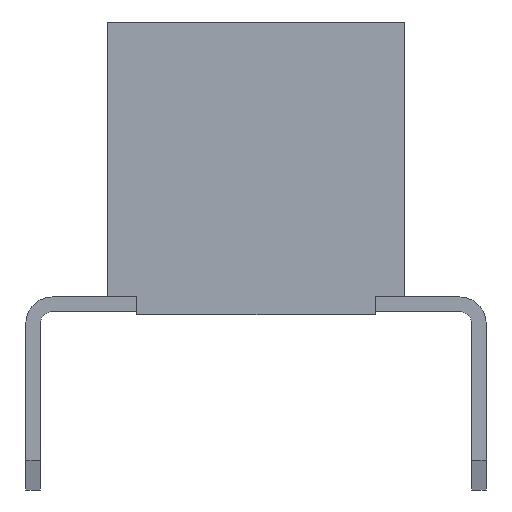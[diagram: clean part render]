
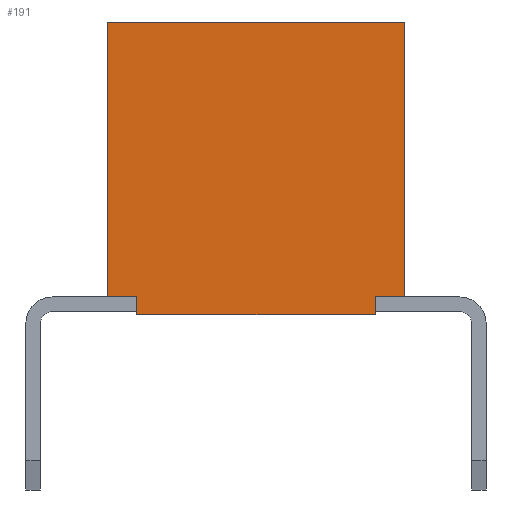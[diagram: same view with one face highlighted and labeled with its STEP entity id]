
A CAD part, left-side view. The second image highlights one B-rep face of the part: STEP entity #191.
In plain terms, the highlighted planar face has unit normal (-1, 0, 0).
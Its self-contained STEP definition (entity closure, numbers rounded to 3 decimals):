
#191=ADVANCED_FACE('',(#824),#528,.T.);
#528=PLANE('',#6630);
#824=FACE_OUTER_BOUND('',#1184,.T.);
#1184=EDGE_LOOP('',(#1798,#1799,#1800,#1801,#1802,#1803,#1804,#1805));
#1798=ORIENTED_EDGE('',*,*,#4243,.T.);
#1799=ORIENTED_EDGE('',*,*,#4241,.T.);
#1800=ORIENTED_EDGE('',*,*,#4252,.F.);
#1801=ORIENTED_EDGE('',*,*,#4117,.T.);
#1802=ORIENTED_EDGE('',*,*,#4253,.T.);
#1803=ORIENTED_EDGE('',*,*,#4254,.T.);
#1804=ORIENTED_EDGE('',*,*,#4255,.F.);
#1805=ORIENTED_EDGE('',*,*,#4113,.T.);
#3521=VERTEX_POINT('',#9019);
#3522=VERTEX_POINT('',#9021);
#3525=VERTEX_POINT('',#9027);
#3526=VERTEX_POINT('',#9029);
#3647=VERTEX_POINT('',#9272);
#3649=VERTEX_POINT('',#9276);
#3650=VERTEX_POINT('',#9292);
#3651=VERTEX_POINT('',#9294);
#4113=EDGE_CURVE('',#3522,#3521,#5049,.T.);
#4117=EDGE_CURVE('',#3526,#3525,#5053,.T.);
#4241=EDGE_CURVE('',#3647,#3649,#5177,.T.);
#4243=EDGE_CURVE('',#3521,#3647,#5179,.T.);
#4252=EDGE_CURVE('',#3526,#3649,#5188,.T.);
#4253=EDGE_CURVE('',#3525,#3650,#5189,.T.);
#4254=EDGE_CURVE('',#3650,#3651,#5190,.T.);
#4255=EDGE_CURVE('',#3522,#3651,#5191,.T.);
#5049=LINE('',#9020,#5903);
#5053=LINE('',#9028,#5907);
#5177=LINE('',#9277,#6031);
#5179=LINE('',#9280,#6033);
#5188=LINE('',#9290,#6042);
#5189=LINE('',#9291,#6043);
#5190=LINE('',#9293,#6044);
#5191=LINE('',#9295,#6045);
#5903=VECTOR('',#7195,1.);
#5907=VECTOR('',#7199,1.);
#6031=VECTOR('',#7325,1.);
#6033=VECTOR('',#7329,1.);
#6042=VECTOR('',#7340,1.);
#6043=VECTOR('',#7341,1.);
#6044=VECTOR('',#7342,1.);
#6045=VECTOR('',#7343,1.);
#6630=AXIS2_PLACEMENT_3D('',#9296,#7344,#7345);
#7195=DIRECTION('',(0.,-1.,0.));
#7199=DIRECTION('',(0.,-1.,0.));
#7325=DIRECTION('',(0.,1.,0.));
#7329=DIRECTION('',(0.,0.,1.));
#7340=DIRECTION('',(0.,0.,1.));
#7341=DIRECTION('',(0.,0.,-1.));
#7342=DIRECTION('',(0.,-1.,0.));
#7343=DIRECTION('',(0.,0.,-1.));
#7344=DIRECTION('',(-1.,0.,0.));
#7345=DIRECTION('',(0.,0.,1.));
#9019=CARTESIAN_POINT('',(0.,0.,0.));
#9020=CARTESIAN_POINT('',(0.,2.54,0.));
#9021=CARTESIAN_POINT('',(0.,0.5,0.));
#9027=CARTESIAN_POINT('',(0.,4.58,0.));
#9028=CARTESIAN_POINT('',(0.,2.54,0.));
#9029=CARTESIAN_POINT('',(0.,5.08,0.));
#9272=CARTESIAN_POINT('',(0.,0.,4.7));
#9276=CARTESIAN_POINT('',(0.,5.08,4.7));
#9277=CARTESIAN_POINT('',(0.,2.54,4.7));
#9280=CARTESIAN_POINT('',(0.,0.,0.));
#9290=CARTESIAN_POINT('',(0.,5.08,0.));
#9291=CARTESIAN_POINT('',(0.,4.58,-0.3));
#9292=CARTESIAN_POINT('',(0.,4.58,-0.3));
#9293=CARTESIAN_POINT('',(0.,4.58,-0.3));
#9294=CARTESIAN_POINT('',(0.,0.5,-0.3));
#9295=CARTESIAN_POINT('',(0.,0.5,-0.3));
#9296=CARTESIAN_POINT('',(0.,2.54,0.));
